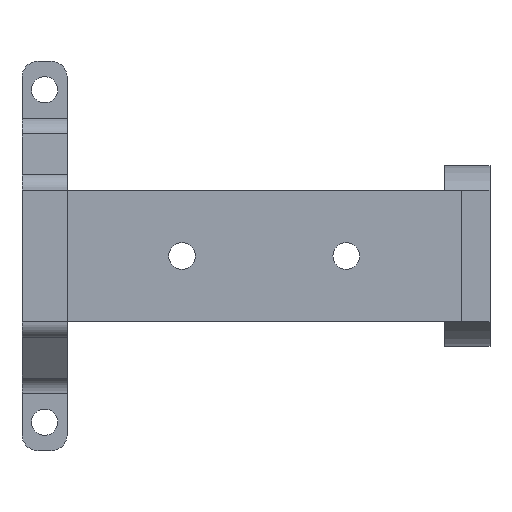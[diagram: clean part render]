
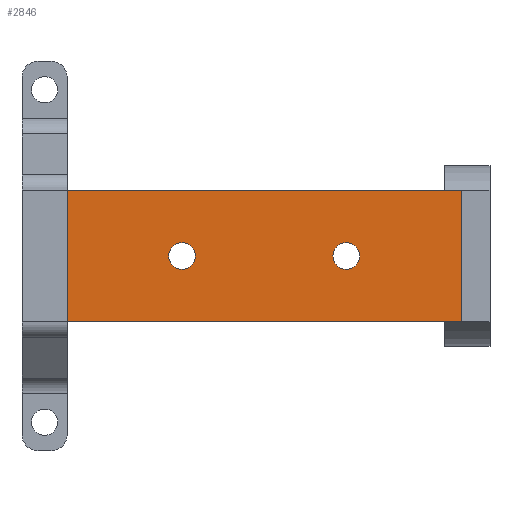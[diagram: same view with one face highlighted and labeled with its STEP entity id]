
A CAD part, left-side view. The second image highlights one B-rep face of the part: STEP entity #2846.
In plain terms, the highlighted planar face has unit normal (-1, 0, 0).
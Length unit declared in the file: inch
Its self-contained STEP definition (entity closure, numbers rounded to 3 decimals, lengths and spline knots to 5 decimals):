
#59 = EDGE_LOOP ( 'NONE', ( #3341 ) ) ;
#145 = LINE ( 'NONE', #1506, #1219 ) ;
#173 = CIRCLE ( 'NONE', #2152, 0.10156 ) ;
#192 = EDGE_CURVE ( 'NONE', #824, #824, #2346, .T. ) ;
#329 = DIRECTION ( 'NONE',  ( 1., 0., 0. ) ) ;
#387 = VERTEX_POINT ( 'NONE', #431 ) ;
#431 = CARTESIAN_POINT ( 'NONE',  ( -1.5, 1.09375, -0.10156 ) ) ;
#441 = CARTESIAN_POINT ( 'NONE',  ( -1.5, 3.21875, 0.5 ) ) ;
#452 = CARTESIAN_POINT ( 'NONE',  ( -1.5, 0.21875, 0.5 ) ) ;
#478 = LINE ( 'NONE', #2300, #3574 ) ;
#506 = CARTESIAN_POINT ( 'NONE',  ( -1.5, 1.09375, 0. ) ) ;
#527 = EDGE_CURVE ( 'NONE', #3037, #2021, #145, .T. ) ;
#573 = CARTESIAN_POINT ( 'NONE',  ( -1.5, 3.21875, -0.5 ) ) ;
#594 = FACE_BOUND ( 'NONE', #3755, .T. ) ;
#695 = ORIENTED_EDGE ( 'NONE', *, *, #2042, .F. ) ;
#754 = DIRECTION ( 'NONE',  ( 0., 1., 0. ) ) ;
#800 = DIRECTION ( 'NONE',  ( 0., 0., -1. ) ) ;
#824 = VERTEX_POINT ( 'NONE', #3628 ) ;
#914 = ORIENTED_EDGE ( 'NONE', *, *, #2394, .F. ) ;
#976 = EDGE_CURVE ( 'NONE', #2003, #2691, #2472, .T. ) ;
#1126 = DIRECTION ( 'NONE',  ( 0., 0., -1. ) ) ;
#1155 = CARTESIAN_POINT ( 'NONE',  ( -1.5, 3.21875, 0. ) ) ;
#1189 = AXIS2_PLACEMENT_3D ( 'NONE', #2935, #329, #2645 ) ;
#1219 = VECTOR ( 'NONE', #2575, 39.37008 ) ;
#1435 = DIRECTION ( 'NONE',  ( 0., 0., -1. ) ) ;
#1444 = DIRECTION ( 'NONE',  ( 1., 0., 0. ) ) ;
#1506 = CARTESIAN_POINT ( 'NONE',  ( -1.5, 3.21875, 0.5 ) ) ;
#1549 = ORIENTED_EDGE ( 'NONE', *, *, #976, .F. ) ;
#1632 = CARTESIAN_POINT ( 'NONE',  ( -1.5, 0.21875, -0.5 ) ) ;
#1658 = FACE_BOUND ( 'NONE', #59, .T. ) ;
#2003 = VERTEX_POINT ( 'NONE', #452 ) ;
#2021 = VERTEX_POINT ( 'NONE', #441 ) ;
#2042 = EDGE_CURVE ( 'NONE', #2691, #3037, #2174, .T. ) ;
#2064 = PLANE ( 'NONE',  #2178 ) ;
#2152 = AXIS2_PLACEMENT_3D ( 'NONE', #506, #2871, #800 ) ;
#2174 = LINE ( 'NONE', #2829, #2673 ) ;
#2178 = AXIS2_PLACEMENT_3D ( 'NONE', #1155, #1444, #1126 ) ;
#2300 = CARTESIAN_POINT ( 'NONE',  ( -1.5, 3.21875, 0.5 ) ) ;
#2308 = EDGE_CURVE ( 'NONE', #387, #387, #173, .T. ) ;
#2346 = CIRCLE ( 'NONE', #1189, 0.10156 ) ;
#2394 = EDGE_CURVE ( 'NONE', #2021, #2003, #478, .T. ) ;
#2472 = LINE ( 'NONE', #3197, #3740 ) ;
#2575 = DIRECTION ( 'NONE',  ( 0., 0., 1. ) ) ;
#2588 = DIRECTION ( 'NONE',  ( 0., -1., 0. ) ) ;
#2645 = DIRECTION ( 'NONE',  ( 0., 0., -1. ) ) ;
#2673 = VECTOR ( 'NONE', #754, 39.37008 ) ;
#2691 = VERTEX_POINT ( 'NONE', #1632 ) ;
#2734 = ORIENTED_EDGE ( 'NONE', *, *, #192, .T. ) ;
#2829 = CARTESIAN_POINT ( 'NONE',  ( -1.5, 3.21875, -0.5 ) ) ;
#2846 = ADVANCED_FACE ( 'NONE', ( #594, #3654, #1658 ), #2064, .F. ) ;
#2859 = ORIENTED_EDGE ( 'NONE', *, *, #527, .F. ) ;
#2871 = DIRECTION ( 'NONE',  ( 1., 0., 0. ) ) ;
#2935 = CARTESIAN_POINT ( 'NONE',  ( -1.5, 2.34375, 0. ) ) ;
#3037 = VERTEX_POINT ( 'NONE', #573 ) ;
#3197 = CARTESIAN_POINT ( 'NONE',  ( -1.5, 0.21875, 0.5 ) ) ;
#3341 = ORIENTED_EDGE ( 'NONE', *, *, #2308, .T. ) ;
#3398 = EDGE_LOOP ( 'NONE', ( #914, #2859, #695, #1549 ) ) ;
#3574 = VECTOR ( 'NONE', #2588, 39.37008 ) ;
#3628 = CARTESIAN_POINT ( 'NONE',  ( -1.5, 2.34375, -0.10156 ) ) ;
#3654 = FACE_OUTER_BOUND ( 'NONE', #3398, .T. ) ;
#3740 = VECTOR ( 'NONE', #1435, 39.37008 ) ;
#3755 = EDGE_LOOP ( 'NONE', ( #2734 ) ) ;
